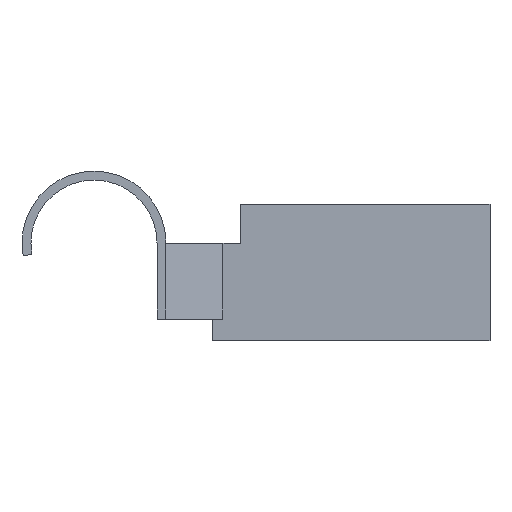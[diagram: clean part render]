
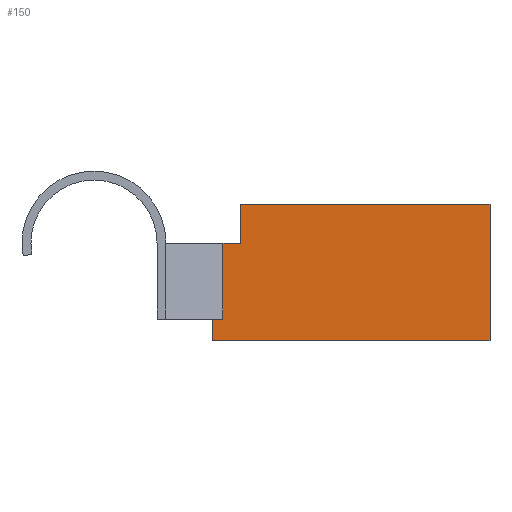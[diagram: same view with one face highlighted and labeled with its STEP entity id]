
A CAD part, front view. The second image highlights one B-rep face of the part: STEP entity #150.
In plain terms, the highlighted planar face has unit normal (0, -1, 0).
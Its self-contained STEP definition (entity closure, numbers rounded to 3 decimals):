
#150=ADVANCED_FACE('NONE',(#295),#296,.T.);
#295=FACE_OUTER_BOUND('',#432,.T.);
#296=PLANE('',#433);
#432=EDGE_LOOP('',(#830,#831,#832,#833,#834,#835,#836,#837));
#433=AXIS2_PLACEMENT_3D('',#838,#839,#840);
#830=ORIENTED_EDGE('',*,*,#995,.T.);
#831=ORIENTED_EDGE('',*,*,#998,.T.);
#832=ORIENTED_EDGE('',*,*,#984,.T.);
#833=ORIENTED_EDGE('',*,*,#989,.T.);
#834=ORIENTED_EDGE('',*,*,#992,.T.);
#835=ORIENTED_EDGE('',*,*,#1002,.T.);
#836=ORIENTED_EDGE('',*,*,#1010,.F.);
#837=ORIENTED_EDGE('',*,*,#1007,.T.);
#838=CARTESIAN_POINT('',(26.889,-20.0,-21.958));
#839=DIRECTION('',(0.0,-1.0,0.));
#840=DIRECTION('',(0.0,0.,-1.0));
#984=EDGE_CURVE('NONE',#1216,#1214,#1217,.T.);
#989=EDGE_CURVE('NONE',#1214,#1221,#1223,.T.);
#992=EDGE_CURVE('NONE',#1221,#1225,#1227,.T.);
#995=EDGE_CURVE('NONE',#1231,#1229,#1232,.T.);
#998=EDGE_CURVE('NONE',#1229,#1216,#1235,.T.);
#1002=EDGE_CURVE('NONE',#1225,#1239,#1241,.T.);
#1007=EDGE_CURVE('NONE',#1247,#1231,#1248,.T.);
#1010=EDGE_CURVE('NONE',#1247,#1239,#1251,.T.);
#1214=VERTEX_POINT('NONE',#1538);
#1216=VERTEX_POINT('NONE',#1541);
#1217=LINE('',#1542,#1543);
#1221=VERTEX_POINT('NONE',#1549);
#1223=LINE('',#1552,#1553);
#1225=VERTEX_POINT('NONE',#1555);
#1227=LINE('',#1558,#1559);
#1229=VERTEX_POINT('NONE',#1561);
#1231=VERTEX_POINT('NONE',#1564);
#1232=LINE('',#1565,#1566);
#1235=LINE('',#1570,#1571);
#1239=VERTEX_POINT('NONE',#1576);
#1241=LINE('',#1579,#1580);
#1247=VERTEX_POINT('NONE',#1588);
#1248=LINE('',#1589,#1590);
#1251=LINE('',#1594,#1595);
#1538=CARTESIAN_POINT('',(29.152,-20.0,-0.1));
#1541=CARTESIAN_POINT('',(33.139,-20.0,-0.1));
#1542=CARTESIAN_POINT('',(26.889,-20.0,-0.1));
#1543=VECTOR('',#1730,1000.0);
#1549=CARTESIAN_POINT('',(29.152,-20.0,-17.1));
#1552=CARTESIAN_POINT('',(29.152,-20.0,-21.958));
#1553=VECTOR('',#1734,1000.0);
#1555=CARTESIAN_POINT('',(26.889,-20.0,-17.1));
#1558=CARTESIAN_POINT('',(26.889,-20.0,-17.1));
#1559=VECTOR('',#1736,1000.0);
#1561=CARTESIAN_POINT('',(33.139,-20.0,8.542));
#1564=CARTESIAN_POINT('',(88.889,-20.0,8.542));
#1565=CARTESIAN_POINT('',(26.889,-20.0,8.542));
#1566=VECTOR('',#1738,1000.0);
#1570=CARTESIAN_POINT('',(33.139,-20.0,-21.958));
#1571=VECTOR('',#1740,1000.0);
#1576=CARTESIAN_POINT('',(26.889,-20.0,-21.958));
#1579=CARTESIAN_POINT('',(26.889,-20.0,-21.958));
#1580=VECTOR('',#1743,1000.0);
#1588=CARTESIAN_POINT('',(88.889,-20.0,-21.958));
#1589=CARTESIAN_POINT('',(88.889,-20.0,-21.958));
#1590=VECTOR('',#1746,1000.0);
#1594=CARTESIAN_POINT('',(26.889,-20.0,-21.958));
#1595=VECTOR('',#1748,1000.0);
#1730=DIRECTION('',(-1.0,0.0,0.0));
#1734=DIRECTION('',(0.0,0.,-1.0));
#1736=DIRECTION('',(-1.0,0.0,0.0));
#1738=DIRECTION('',(-1.0,0.0,0.0));
#1740=DIRECTION('',(0.0,0.,-1.0));
#1743=DIRECTION('',(0.0,0.,-1.0));
#1746=DIRECTION('',(0.0,0.,1.0));
#1748=DIRECTION('',(-1.0,0.0,0.0));
